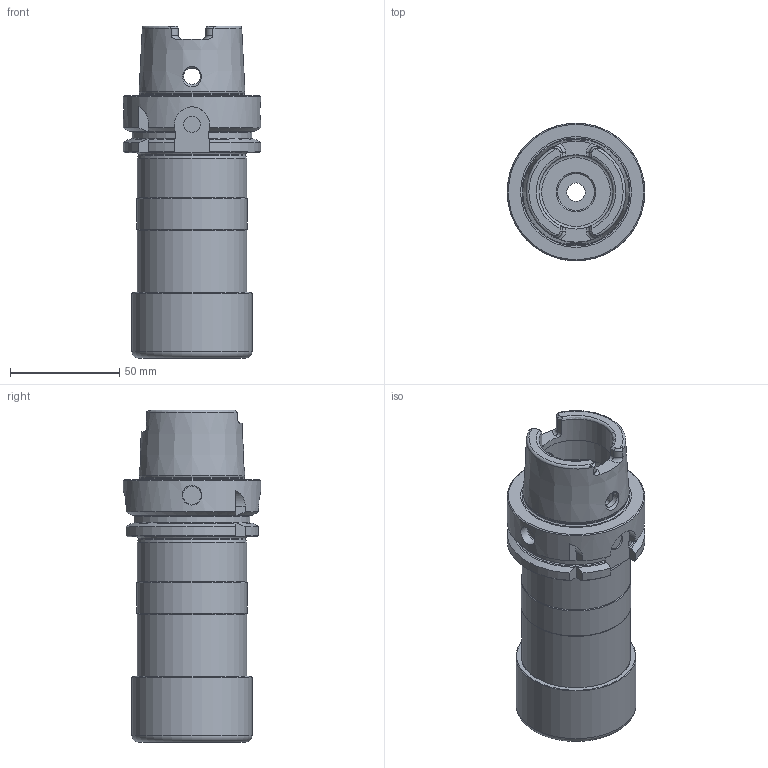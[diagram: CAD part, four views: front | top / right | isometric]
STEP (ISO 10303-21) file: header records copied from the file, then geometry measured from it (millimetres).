
FILE_DESCRIPTION(/* description */ (''),/* implementation_level */ '2;1');
FILE_NAME(/* name */ '556373260.stp',/* time_stamp */ '2021-01-08T12:25:36',/* author */ ('LRA'),/* organization */ ('REGO-FIX'),/* preprocessor_version */ ' Unknown',/* originating_system */ 'SIEMENS PLM Software Solid Edge ST10',/* authorization */ 'Unknown');
FILE_SCHEMA (('AUTOMOTIVE_DESIGN { 1 0 10303 214 2 1 1}'));
Length unit declared in the file: millimetre
Products named in the file (1): 0008432
Bounding box: 63 x 63 x 152 mm (x, y, z)
Volume: 204210.2 mm3; surface area: 52918.5 mm2
Topology: 1 solids, 1 shells, 161 faces, 406 edges, 257 vertices
Faces by surface type: plane 54, cylinder 45, cone 36, torus 26
Full cylindrical faces by diameter (mm): 7.5 x3, 8.4 x1, 9 x1, 10 x1, 16.917 x1, 20 x1, 33 x1, 34 x2, 38.25 x1, 40 x1, 42 x1, 48.039 x1, 48.376 x1, 49.3 x1, 50 x2, 50.05 x1, 50.5 x1, 51 x1, 55 x1, 63 x1
Entity records: 5782 total; most frequent: CARTESIAN_POINT 1188, DIRECTION 706, ORIENTED_EDGE 646, EDGE_CURVE 323, AXIS2_PLACEMENT_3D 304, EDGE_LOOP 239, FACE_BOUND 239, VERTEX_POINT 236
